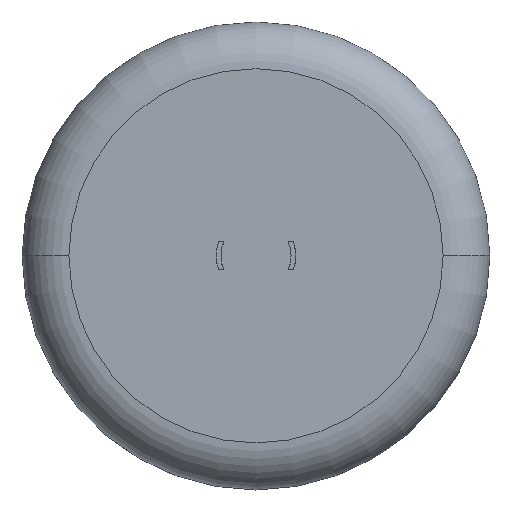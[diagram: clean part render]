
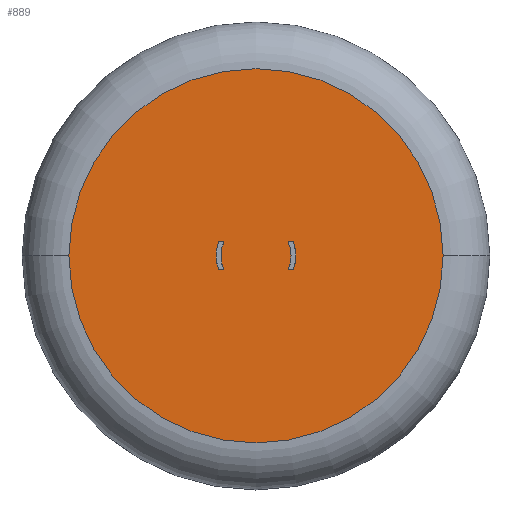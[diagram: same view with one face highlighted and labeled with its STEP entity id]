
A CAD part, top view. The second image highlights one B-rep face of the part: STEP entity #889.
In plain terms, the highlighted planar face has unit normal (0, 0, 1).
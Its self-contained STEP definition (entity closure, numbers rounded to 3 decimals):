
#1 = DIRECTION ( 'NONE',  ( 1., 0., 0. ) ) ;
#12 = CARTESIAN_POINT ( 'NONE',  ( -8.5, 0., 50. ) ) ;
#25 = CARTESIAN_POINT ( 'NONE',  ( 12., -3., 50. ) ) ;
#68 = CARTESIAN_POINT ( 'NONE',  ( 12., 3., 50. ) ) ;
#92 = CARTESIAN_POINT ( 'NONE',  ( 0., 0., 50. ) ) ;
#138 = CARTESIAN_POINT ( 'NONE',  ( 0., 0., 50. ) ) ;
#139 = CARTESIAN_POINT ( 'NONE',  ( 6.874, -3., 50. ) ) ;
#144 = LINE ( 'NONE', #25, #710 ) ;
#153 = CARTESIAN_POINT ( 'NONE',  ( 7.5, 0., 50. ) ) ;
#176 = FACE_BOUND ( 'NONE', #337, .T. ) ;
#179 = DIRECTION ( 'NONE',  ( 0., 0., 1. ) ) ;
#203 = VECTOR ( 'NONE', #1231, 1000. ) ;
#208 = EDGE_CURVE ( 'NONE', #1149, #591, #905, .T. ) ;
#217 = CARTESIAN_POINT ( 'NONE',  ( 0., 0., 50. ) ) ;
#233 = AXIS2_PLACEMENT_3D ( 'NONE', #1131, #375, #246 ) ;
#246 = DIRECTION ( 'NONE',  ( 1., 0., 0. ) ) ;
#295 = FACE_OUTER_BOUND ( 'NONE', #327, .T. ) ;
#301 = CIRCLE ( 'NONE', #737, 40. ) ;
#308 = VERTEX_POINT ( 'NONE', #497 ) ;
#310 = CIRCLE ( 'NONE', #233, 8.5 ) ;
#317 = EDGE_CURVE ( 'NONE', #1097, #1599, #359, .T. ) ;
#319 = EDGE_CURVE ( 'NONE', #1364, #1621, #310, .T. ) ;
#327 = EDGE_LOOP ( 'NONE', ( #682, #1377 ) ) ;
#330 = AXIS2_PLACEMENT_3D ( 'NONE', #560, #1567, #1188 ) ;
#332 = AXIS2_PLACEMENT_3D ( 'NONE', #573, #179, #1447 ) ;
#337 = EDGE_LOOP ( 'NONE', ( #1472, #1457, #1104, #963, #956 ) ) ;
#353 = AXIS2_PLACEMENT_3D ( 'NONE', #138, #654, #1296 ) ;
#359 = LINE ( 'NONE', #627, #1088 ) ;
#373 = VERTEX_POINT ( 'NONE', #153 ) ;
#375 = DIRECTION ( 'NONE',  ( 0., 0., 1. ) ) ;
#425 = CARTESIAN_POINT ( 'NONE',  ( -7.953, 3., 50. ) ) ;
#427 = ORIENTED_EDGE ( 'NONE', *, *, #317, .T. ) ;
#472 = DIRECTION ( 'NONE',  ( 1., 0., 0. ) ) ;
#496 = CARTESIAN_POINT ( 'NONE',  ( 6.874, 3., 50. ) ) ;
#497 = CARTESIAN_POINT ( 'NONE',  ( 7.953, 3., 50. ) ) ;
#529 = EDGE_LOOP ( 'NONE', ( #1571, #427, #1632, #1141, #1339 ) ) ;
#550 = CARTESIAN_POINT ( 'NONE',  ( 7.953, -3., 50. ) ) ;
#560 = CARTESIAN_POINT ( 'NONE',  ( 0., 0., 50. ) ) ;
#564 = VERTEX_POINT ( 'NONE', #967 ) ;
#567 = DIRECTION ( 'NONE',  ( 0., 0., 1. ) ) ;
#568 = EDGE_CURVE ( 'NONE', #1149, #1364, #1223, .T. ) ;
#573 = CARTESIAN_POINT ( 'NONE',  ( 0., 0., 50. ) ) ;
#591 = VERTEX_POINT ( 'NONE', #822 ) ;
#601 = CIRCLE ( 'NONE', #353, 8.5 ) ;
#616 = EDGE_CURVE ( 'NONE', #1621, #866, #964, .T. ) ;
#624 = DIRECTION ( 'NONE',  ( 0., 0., 1. ) ) ;
#627 = CARTESIAN_POINT ( 'NONE',  ( 12., -3., 50. ) ) ;
#639 = EDGE_CURVE ( 'NONE', #1599, #373, #1485, .T. ) ;
#654 = DIRECTION ( 'NONE',  ( 0., 0., 1. ) ) ;
#657 = CIRCLE ( 'NONE', #1127, 40. ) ;
#676 = EDGE_CURVE ( 'NONE', #564, #1484, #301, .T. ) ;
#682 = ORIENTED_EDGE ( 'NONE', *, *, #1352, .T. ) ;
#685 = CARTESIAN_POINT ( 'NONE',  ( -6.874, 3., 50. ) ) ;
#710 = VECTOR ( 'NONE', #1432, 1000. ) ;
#737 = AXIS2_PLACEMENT_3D ( 'NONE', #1128, #624, #1 ) ;
#742 = EDGE_CURVE ( 'NONE', #1097, #308, #601, .T. ) ;
#747 = DIRECTION ( 'NONE',  ( -1., 0., 0. ) ) ;
#752 = VECTOR ( 'NONE', #1467, 1000. ) ;
#780 = AXIS2_PLACEMENT_3D ( 'NONE', #92, #1610, #472 ) ;
#822 = CARTESIAN_POINT ( 'NONE',  ( -6.874, -3., 50. ) ) ;
#837 = DIRECTION ( 'NONE',  ( 1., 0., 0. ) ) ;
#856 = CARTESIAN_POINT ( 'NONE',  ( 12., 3., 50. ) ) ;
#866 = VERTEX_POINT ( 'NONE', #1216 ) ;
#889 = ADVANCED_FACE ( 'NONE', ( #295, #1074, #176 ), #1434, .T. ) ;
#905 = CIRCLE ( 'NONE', #1164, 7.5 ) ;
#945 = CARTESIAN_POINT ( 'NONE',  ( 0., 0., 50. ) ) ;
#956 = ORIENTED_EDGE ( 'NONE', *, *, #208, .T. ) ;
#963 = ORIENTED_EDGE ( 'NONE', *, *, #568, .F. ) ;
#964 = CIRCLE ( 'NONE', #1356, 8.5 ) ;
#967 = CARTESIAN_POINT ( 'NONE',  ( -40., 0., 50. ) ) ;
#973 = VERTEX_POINT ( 'NONE', #496 ) ;
#984 = LINE ( 'NONE', #856, #203 ) ;
#1022 = CIRCLE ( 'NONE', #332, 7.5 ) ;
#1074 = FACE_BOUND ( 'NONE', #529, .T. ) ;
#1084 = DIRECTION ( 'NONE',  ( 1., 0., 0. ) ) ;
#1088 = VECTOR ( 'NONE', #747, 1000. ) ;
#1097 = VERTEX_POINT ( 'NONE', #550 ) ;
#1104 = ORIENTED_EDGE ( 'NONE', *, *, #319, .F. ) ;
#1127 = AXIS2_PLACEMENT_3D ( 'NONE', #945, #1437, #1298 ) ;
#1128 = CARTESIAN_POINT ( 'NONE',  ( 0., 0., 50. ) ) ;
#1131 = CARTESIAN_POINT ( 'NONE',  ( 0., 0., 50. ) ) ;
#1141 = ORIENTED_EDGE ( 'NONE', *, *, #1395, .T. ) ;
#1149 = VERTEX_POINT ( 'NONE', #685 ) ;
#1164 = AXIS2_PLACEMENT_3D ( 'NONE', #217, #1477, #1084 ) ;
#1188 = DIRECTION ( 'NONE',  ( 1., 0., 0. ) ) ;
#1204 = EDGE_CURVE ( 'NONE', #591, #866, #144, .T. ) ;
#1216 = CARTESIAN_POINT ( 'NONE',  ( -7.953, -3., 50. ) ) ;
#1223 = LINE ( 'NONE', #68, #752 ) ;
#1231 = DIRECTION ( 'NONE',  ( -1., 0., 0. ) ) ;
#1296 = DIRECTION ( 'NONE',  ( 1., 0., 0. ) ) ;
#1298 = DIRECTION ( 'NONE',  ( 1., 0., 0. ) ) ;
#1339 = ORIENTED_EDGE ( 'NONE', *, *, #1531, .F. ) ;
#1352 = EDGE_CURVE ( 'NONE', #1484, #564, #657, .T. ) ;
#1356 = AXIS2_PLACEMENT_3D ( 'NONE', #1460, #567, #837 ) ;
#1364 = VERTEX_POINT ( 'NONE', #425 ) ;
#1377 = ORIENTED_EDGE ( 'NONE', *, *, #676, .T. ) ;
#1395 = EDGE_CURVE ( 'NONE', #373, #973, #1022, .T. ) ;
#1432 = DIRECTION ( 'NONE',  ( -1., 0., 0. ) ) ;
#1434 = PLANE ( 'NONE',  #330 ) ;
#1437 = DIRECTION ( 'NONE',  ( 0., 0., 1. ) ) ;
#1447 = DIRECTION ( 'NONE',  ( 1., 0., 0. ) ) ;
#1457 = ORIENTED_EDGE ( 'NONE', *, *, #616, .F. ) ;
#1460 = CARTESIAN_POINT ( 'NONE',  ( 0., 0., 50. ) ) ;
#1467 = DIRECTION ( 'NONE',  ( -1., 0., 0. ) ) ;
#1472 = ORIENTED_EDGE ( 'NONE', *, *, #1204, .T. ) ;
#1477 = DIRECTION ( 'NONE',  ( 0., 0., 1. ) ) ;
#1484 = VERTEX_POINT ( 'NONE', #1612 ) ;
#1485 = CIRCLE ( 'NONE', #780, 7.5 ) ;
#1531 = EDGE_CURVE ( 'NONE', #308, #973, #984, .T. ) ;
#1567 = DIRECTION ( 'NONE',  ( 0., 0., 1. ) ) ;
#1571 = ORIENTED_EDGE ( 'NONE', *, *, #742, .F. ) ;
#1599 = VERTEX_POINT ( 'NONE', #139 ) ;
#1610 = DIRECTION ( 'NONE',  ( 0., 0., 1. ) ) ;
#1612 = CARTESIAN_POINT ( 'NONE',  ( 40., 0., 50. ) ) ;
#1621 = VERTEX_POINT ( 'NONE', #12 ) ;
#1632 = ORIENTED_EDGE ( 'NONE', *, *, #639, .T. ) ;
